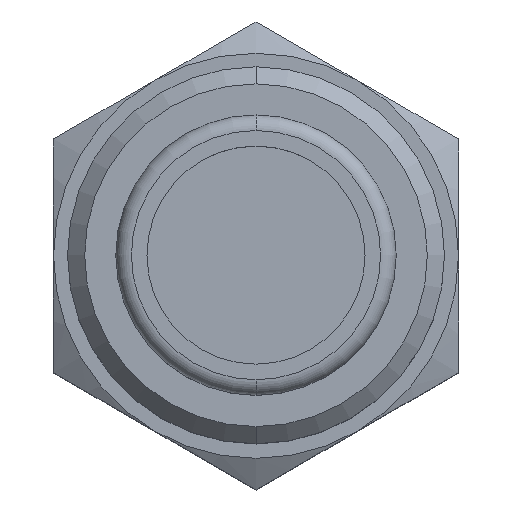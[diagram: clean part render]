
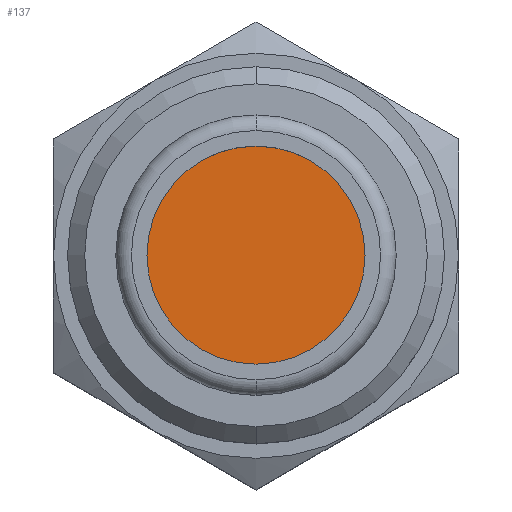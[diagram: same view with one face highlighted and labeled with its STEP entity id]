
A CAD part, top view. The second image highlights one B-rep face of the part: STEP entity #137.
In plain terms, the highlighted planar face has unit normal (0, 0, 1).
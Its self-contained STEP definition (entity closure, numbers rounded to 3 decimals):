
#90 = VERTEX_POINT ( 'NONE', #3410 ) ;
#137 = ADVANCED_FACE ( 'NONE', ( #531 ), #3490, .T. ) ;
#278 = AXIS2_PLACEMENT_3D ( 'NONE', #1264, #1263, #1262 ) ;
#417 = AXIS2_PLACEMENT_3D ( 'NONE', #1777, #1774, #1773 ) ;
#531 = FACE_OUTER_BOUND ( 'NONE', #1206, .T. ) ;
#678 = ORIENTED_EDGE ( 'NONE', *, *, #2153, .T. ) ;
#739 = ORIENTED_EDGE ( 'NONE', *, *, #2255, .T. ) ;
#1206 = EDGE_LOOP ( 'NONE', ( #739, #678 ) ) ;
#1262 = DIRECTION ( 'NONE',  ( 1., 0., 0. ) ) ;
#1263 = DIRECTION ( 'NONE',  ( 0., 0., 1. ) ) ;
#1264 = CARTESIAN_POINT ( 'NONE',  ( 0., 0., 19.5 ) ) ;
#1773 = DIRECTION ( 'NONE',  ( 1., 0., 0. ) ) ;
#1774 = DIRECTION ( 'NONE',  ( 0., 0., 1. ) ) ;
#1777 = CARTESIAN_POINT ( 'NONE',  ( 0., 0., 19.5 ) ) ;
#2153 = EDGE_CURVE ( 'NONE', #90, #3644, #2581, .T. ) ;
#2208 = AXIS2_PLACEMENT_3D ( 'NONE', #3491, #3627, #3626 ) ;
#2255 = EDGE_CURVE ( 'NONE', #3644, #90, #2563, .T. ) ;
#2563 = CIRCLE ( 'NONE', #278, 3.5 ) ;
#2581 = CIRCLE ( 'NONE', #417, 3.5 ) ;
#3093 = CARTESIAN_POINT ( 'NONE',  ( 0., -3.5, 19.5 ) ) ;
#3410 = CARTESIAN_POINT ( 'NONE',  ( 0., 3.5, 19.5 ) ) ;
#3490 = PLANE ( 'NONE',  #2208 ) ;
#3491 = CARTESIAN_POINT ( 'NONE',  ( -3.795, 3.795, 19.5 ) ) ;
#3626 = DIRECTION ( 'NONE',  ( 0., -1., 0. ) ) ;
#3627 = DIRECTION ( 'NONE',  ( 0., 0., 1. ) ) ;
#3644 = VERTEX_POINT ( 'NONE', #3093 ) ;
